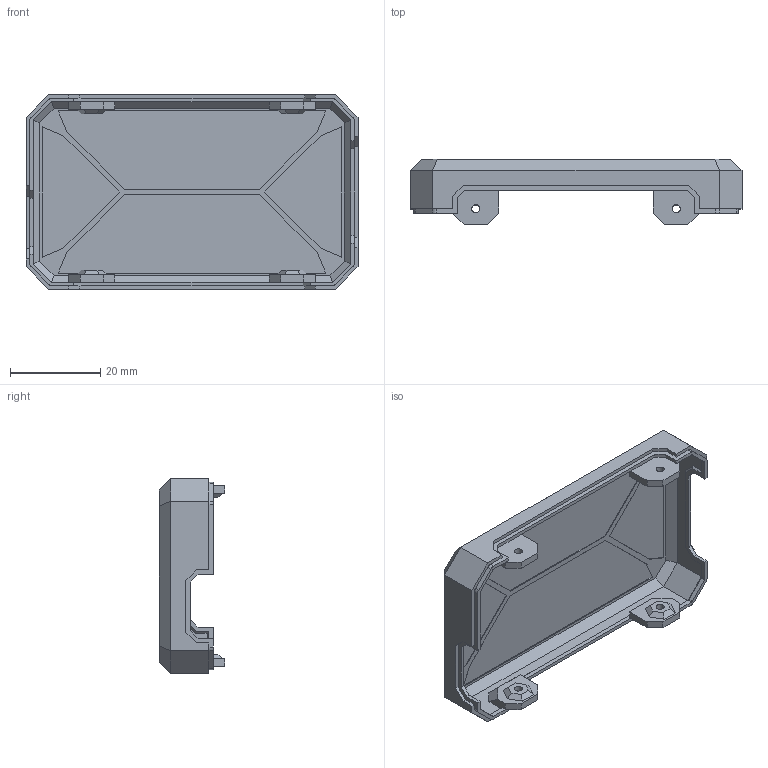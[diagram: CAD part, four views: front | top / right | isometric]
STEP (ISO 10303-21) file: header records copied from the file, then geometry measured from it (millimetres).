
FILE_DESCRIPTION(/* description */ (''),/* implementation_level */ '2;1');
FILE_NAME(/* name */ 'Case_Bottom.step',/* time_stamp */ '2021-11-05T02:17:49+01:00',/* author */ (''),/* organization */ (''),/* preprocessor_version */ 'ST-DEVELOPER v18.1',/* originating_system */ 'Autodesk Translation Framework v10.10.0.1391',/* authorisation */ '');
FILE_SCHEMA (('AUTOMOTIVE_DESIGN { 1 0 10303 214 3 1 1 }'));
Length unit declared in the file: millimetre
Products named in the file (1): Case Bottom 1.6mm
Bounding box: 73.7 x 14.5 x 43.2 mm (x, y, z)
Volume: 5451.2 mm3; surface area: 10265.7 mm2
Topology: 1 solids, 1 shells, 248 faces, 658 edges, 420 vertices
Faces by surface type: plane 228, cylinder 20
Full cylindrical faces by diameter (mm): 1.8 x4
Entity records: 7543 total; most frequent: CARTESIAN_POINT 1327, ORIENTED_EDGE 1316, DIRECTION 1196, EDGE_CURVE 658, LINE 618, VECTOR 618, VERTEX_POINT 420, AXIS2_PLACEMENT_3D 289
